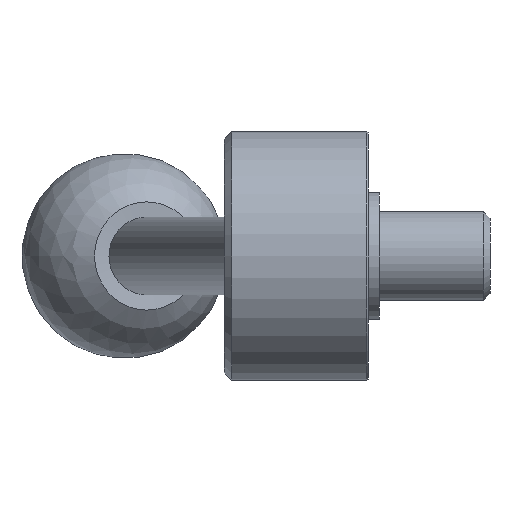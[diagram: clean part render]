
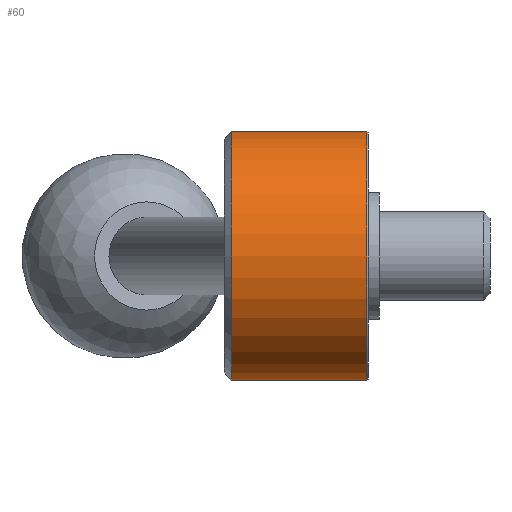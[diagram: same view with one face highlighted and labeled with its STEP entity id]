
A CAD part, left-side view. The second image highlights one B-rep face of the part: STEP entity #60.
In plain terms, the highlighted cylindrical face has radius 22.5 mm (diameter 45 mm), a full revolution.
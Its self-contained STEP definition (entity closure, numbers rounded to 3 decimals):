
#60 = ADVANCED_FACE( '', ( #127, #128, #129 ), #130, .T. );
#127 = FACE_OUTER_BOUND( '', #195, .T. );
#128 = FACE_BOUND( '', #196, .T. );
#129 = FACE_OUTER_BOUND( '', #197, .T. );
#130 = CYLINDRICAL_SURFACE( '', #198, 22.5 );
#195 = EDGE_LOOP( '', ( #278 ) );
#196 = EDGE_LOOP( '', ( #279 ) );
#197 = EDGE_LOOP( '', ( #280 ) );
#198 = AXIS2_PLACEMENT_3D( '', #281, #282, #283 );
#278 = ORIENTED_EDGE( '', *, *, #338, .F. );
#279 = ORIENTED_EDGE( '', *, *, #341, .F. );
#280 = ORIENTED_EDGE( '', *, *, #342, .T. );
#281 = CARTESIAN_POINT( '', ( 0., -20., 0. ) );
#282 = DIRECTION( '', ( 0., 1., 0. ) );
#283 = DIRECTION( '', ( 0., 0., -1. ) );
#338 = EDGE_CURVE( '', #382, #382, #383, .T. );
#341 = EDGE_CURVE( '', #386, #386, #387, .T. );
#342 = EDGE_CURVE( '', #388, #388, #389, .T. );
#382 = VERTEX_POINT( '', #430 );
#383 = CIRCLE( '', #431, 22.5 );
#386 = VERTEX_POINT( '', #434 );
#387 = B_SPLINE_CURVE_WITH_KNOTS( '', 3, ( #435, #436, #437, #438, #439, #440, #441, #442, #443, #444, #445, #446, #447, #448, #449, #450, #451, #452, #453, #454, #455, #456, #457, #458, #459, #460, #461, #462, #463, #464, #465, #466, #467, #468, #469, #470, #471, #472, #473, #474, #475, #476, #477, #478, #479, #480, #481, #482, #483, #484, #485, #486, #487, #488, #489, #490, #491, #492, #493, #494, #495, #496, #497, #498, #499, #500, #501, #502, #503, #504, #505, #506, #507, #508, #509, #510, #511, #512, #513, #514, #515, #516, #517, #518, #519, #520, #521 ), .UNSPECIFIED., .T., .F., ( 2, 2, 2, 2, 2, 2, 2, 2, 2, 2, 2, 2, 2, 2, 2, 2, 2, 2, 2, 2, 2, 2, 2, 1, 2, 2, 2, 2, 2, 2, 2, 2, 2, 2, 2, 2, 2, 2, 2, 2, 2, 2, 2, 2, 2, 2 ), ( -0.001, 0., 0.001, 0.002, 0.003, 0.004, 0.005, 0.006, 0.007, 0.008, 0.009, 0.01, 0.011, 0.012, 0.014, 0.014, 0.015, 0.016, 0.017, 0.018, 0.019, 0.021, 0.021, 0.022, 0.023, 0.023, 0.025, 0.026, 0.028, 0.028, 0.029, 0.03, 0.032, 0.032, 0.033, 0.034, 0.035, 0.036, 0.037, 0.039, 0.039, 0.04, 0.041, 0.043, 0.044, 0.045 ), .UNSPECIFIED. );
#388 = VERTEX_POINT( '', #522 );
#389 = CIRCLE( '', #523, 22.5 );
#430 = CARTESIAN_POINT( '', ( 0., 2.2, -22.5 ) );
#431 = AXIS2_PLACEMENT_3D( '', #598, #599, #600 );
#434 = CARTESIAN_POINT( '', ( 21.383, 17., -7. ) );
#435 = CARTESIAN_POINT( '', ( 21.383, 16.534, -7. ) );
#436 = CARTESIAN_POINT( '', ( 21.383, 17.466, -7. ) );
#437 = CARTESIAN_POINT( '', ( 21.399, 17.923, -6.954 ) );
#438 = CARTESIAN_POINT( '', ( 21.442, 18.597, -6.819 ) );
#439 = CARTESIAN_POINT( '', ( 21.46, 18.819, -6.763 ) );
#440 = CARTESIAN_POINT( '', ( 21.501, 19.26, -6.629 ) );
#441 = CARTESIAN_POINT( '', ( 21.526, 19.479, -6.55 ) );
#442 = CARTESIAN_POINT( '', ( 21.605, 20.113, -6.286 ) );
#443 = CARTESIAN_POINT( '', ( 21.667, 20.514, -6.071 ) );
#444 = CARTESIAN_POINT( '', ( 21.769, 21.083, -5.69 ) );
#445 = CARTESIAN_POINT( '', ( 21.805, 21.268, -5.553 ) );
#446 = CARTESIAN_POINT( '', ( 21.876, 21.622, -5.262 ) );
#447 = CARTESIAN_POINT( '', ( 21.913, 21.79, -5.11 ) );
#448 = CARTESIAN_POINT( '', ( 22.021, 22.271, -4.629 ) );
#449 = CARTESIAN_POINT( '', ( 22.093, 22.56, -4.278 ) );
#450 = CARTESIAN_POINT( '', ( 22.227, 23.072, -3.514 ) );
#451 = CARTESIAN_POINT( '', ( 22.288, 23.287, -3.111 ) );
#452 = CARTESIAN_POINT( '', ( 22.364, 23.55, -2.48 ) );
#453 = CARTESIAN_POINT( '', ( 22.387, 23.627, -2.265 ) );
#454 = CARTESIAN_POINT( '', ( 22.427, 23.762, -1.825 ) );
#455 = CARTESIAN_POINT( '', ( 22.444, 23.819, -1.599 ) );
#456 = CARTESIAN_POINT( '', ( 22.486, 23.955, -0.921 ) );
#457 = CARTESIAN_POINT( '', ( 22.5, 24., -0.464 ) );
#458 = CARTESIAN_POINT( '', ( 22.5, 24., 0.455 ) );
#459 = CARTESIAN_POINT( '', ( 22.486, 23.954, 0.922 ) );
#460 = CARTESIAN_POINT( '', ( 22.431, 23.774, 1.823 ) );
#461 = CARTESIAN_POINT( '', ( 22.39, 23.641, 2.26 ) );
#462 = CARTESIAN_POINT( '', ( 22.313, 23.376, 2.899 ) );
#463 = CARTESIAN_POINT( '', ( 22.285, 23.276, 3.108 ) );
#464 = CARTESIAN_POINT( '', ( 22.225, 23.06, 3.511 ) );
#465 = CARTESIAN_POINT( '', ( 22.194, 22.943, 3.706 ) );
#466 = CARTESIAN_POINT( '', ( 22.127, 22.69, 4.083 ) );
#467 = CARTESIAN_POINT( '', ( 22.093, 22.555, 4.266 ) );
#468 = CARTESIAN_POINT( '', ( 22.022, 22.265, 4.619 ) );
#469 = CARTESIAN_POINT( '', ( 21.985, 22.11, 4.79 ) );
#470 = CARTESIAN_POINT( '', ( 21.876, 21.626, 5.274 ) );
#471 = CARTESIAN_POINT( '', ( 21.803, 21.275, 5.561 ) );
#472 = CARTESIAN_POINT( '', ( 21.668, 20.52, 6.068 ) );
#473 = CARTESIAN_POINT( '', ( 21.604, 20.11, 6.288 ) );
#474 = CARTESIAN_POINT( '', ( 21.499, 19.267, 6.638 ) );
#475 = CARTESIAN_POINT( '', ( 21.457, 18.83, 6.772 ) );
#476 = CARTESIAN_POINT( '', ( 21.413, 18.152, 6.908 ) );
#477 = CARTESIAN_POINT( '', ( 21.402, 17.921, 6.943 ) );
#478 = CARTESIAN_POINT( '', ( 21.387, 17.462, 6.989 ) );
#479 = CARTESIAN_POINT( '', ( 21.38, 17.003, 7.011 ) );
#480 = CARTESIAN_POINT( '', ( 21.387, 16.544, 6.989 ) );
#481 = CARTESIAN_POINT( '', ( 21.402, 16.087, 6.944 ) );
#482 = CARTESIAN_POINT( '', ( 21.413, 15.857, 6.91 ) );
#483 = CARTESIAN_POINT( '', ( 21.456, 15.175, 6.774 ) );
#484 = CARTESIAN_POINT( '', ( 21.499, 14.737, 6.64 ) );
#485 = CARTESIAN_POINT( '', ( 21.604, 13.893, 6.289 ) );
#486 = CARTESIAN_POINT( '', ( 21.667, 13.484, 6.07 ) );
#487 = CARTESIAN_POINT( '', ( 21.803, 12.727, 5.563 ) );
#488 = CARTESIAN_POINT( '', ( 21.875, 12.376, 5.275 ) );
#489 = CARTESIAN_POINT( '', ( 21.985, 11.891, 4.791 ) );
#490 = CARTESIAN_POINT( '', ( 22.021, 11.736, 4.62 ) );
#491 = CARTESIAN_POINT( '', ( 22.092, 11.447, 4.268 ) );
#492 = CARTESIAN_POINT( '', ( 22.127, 11.311, 4.085 ) );
#493 = CARTESIAN_POINT( '', ( 22.226, 10.932, 3.52 ) );
#494 = CARTESIAN_POINT( '', ( 22.287, 10.715, 3.117 ) );
#495 = CARTESIAN_POINT( '', ( 22.39, 10.36, 2.264 ) );
#496 = CARTESIAN_POINT( '', ( 22.43, 10.227, 1.827 ) );
#497 = CARTESIAN_POINT( '', ( 22.472, 10.092, 1.153 ) );
#498 = CARTESIAN_POINT( '', ( 22.482, 10.058, 0.926 ) );
#499 = CARTESIAN_POINT( '', ( 22.496, 10.012, 0.465 ) );
#500 = CARTESIAN_POINT( '', ( 22.5, 10., 0.232 ) );
#501 = CARTESIAN_POINT( '', ( 22.5, 10., -0.46 ) );
#502 = CARTESIAN_POINT( '', ( 22.486, 10.045, -0.916 ) );
#503 = CARTESIAN_POINT( '', ( 22.445, 10.18, -1.594 ) );
#504 = CARTESIAN_POINT( '', ( 22.427, 10.237, -1.819 ) );
#505 = CARTESIAN_POINT( '', ( 22.387, 10.371, -2.261 ) );
#506 = CARTESIAN_POINT( '', ( 22.364, 10.449, -2.477 ) );
#507 = CARTESIAN_POINT( '', ( 22.288, 10.712, -3.109 ) );
#508 = CARTESIAN_POINT( '', ( 22.228, 10.928, -3.512 ) );
#509 = CARTESIAN_POINT( '', ( 22.093, 11.439, -4.277 ) );
#510 = CARTESIAN_POINT( '', ( 22.021, 11.728, -4.628 ) );
#511 = CARTESIAN_POINT( '', ( 21.913, 12.21, -5.109 ) );
#512 = CARTESIAN_POINT( '', ( 21.877, 12.378, -5.262 ) );
#513 = CARTESIAN_POINT( '', ( 21.805, 12.731, -5.553 ) );
#514 = CARTESIAN_POINT( '', ( 21.769, 12.916, -5.69 ) );
#515 = CARTESIAN_POINT( '', ( 21.667, 13.485, -6.071 ) );
#516 = CARTESIAN_POINT( '', ( 21.605, 13.885, -6.286 ) );
#517 = CARTESIAN_POINT( '', ( 21.499, 14.73, -6.637 ) );
#518 = CARTESIAN_POINT( '', ( 21.456, 15.177, -6.774 ) );
#519 = CARTESIAN_POINT( '', ( 21.399, 16.077, -6.954 ) );
#520 = CARTESIAN_POINT( '', ( 21.383, 16.534, -7. ) );
#521 = CARTESIAN_POINT( '', ( 21.383, 17.466, -7. ) );
#522 = CARTESIAN_POINT( '', ( 0., 26.6, -22.5 ) );
#523 = AXIS2_PLACEMENT_3D( '', #601, #602, #603 );
#598 = CARTESIAN_POINT( '', ( 0., 2.2, 0. ) );
#599 = DIRECTION( '', ( 0., -1., 0. ) );
#600 = DIRECTION( '', ( 0., 0., -1. ) );
#601 = CARTESIAN_POINT( '', ( 0., 26.6, 0. ) );
#602 = DIRECTION( '', ( 0., -1., 0. ) );
#603 = DIRECTION( '', ( 0., 0., -1. ) );
